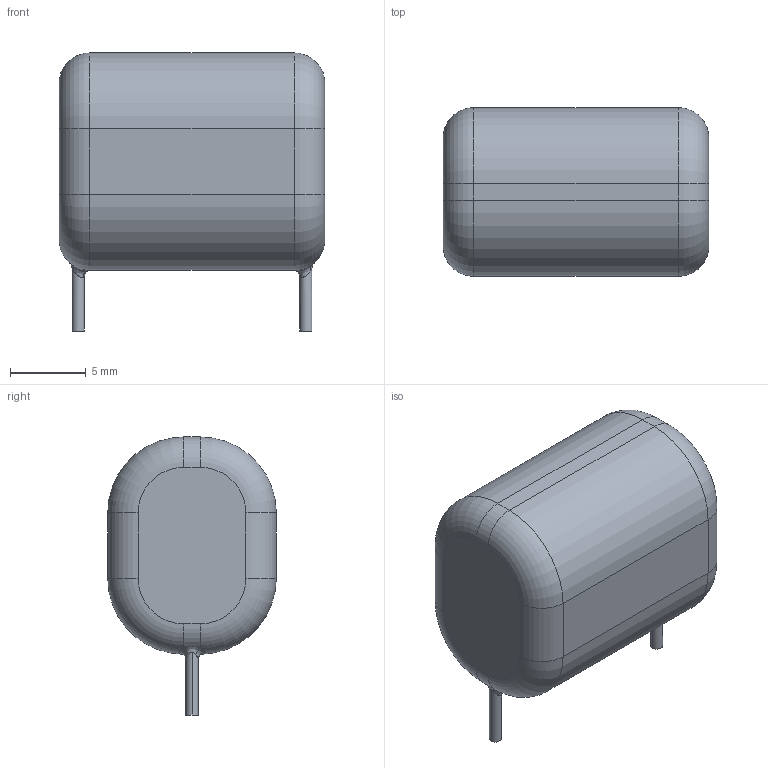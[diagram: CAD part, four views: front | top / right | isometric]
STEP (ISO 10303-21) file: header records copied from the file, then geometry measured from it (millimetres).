
FILE_DESCRIPTION (( 'STEP AP214' ), '1' );
FILE_NAME ('CAP-TH_L17.5-W11.1-H14.3-P15.0.step', '2022-07-01T08:10:13', ( '' ), ( '' ), 'SwSTEP 2.0', 'SolidWorks 2020', '' );
FILE_SCHEMA (( 'AUTOMOTIVE_DESIGN' ));
Length unit declared in the file: millimetre
Products named in the file (1): CAP-TH_L17.5-W11.1-H14.3-P15.0
Bounding box: 17.5 x 11.1 x 18.31 mm (x, y, z)
Volume: 2339 mm3; surface area: 957.6 mm2
Topology: 1 solids, 1 shells, 273 faces, 727 edges, 475 vertices
Faces by surface type: plane 134, bspline 108, cylinder 20, torus 11
Entity records: 12272 total; most frequent: CARTESIAN_POINT 3160, ORIENTED_EDGE 1454, DIRECTION 897, EDGE_CURVE 727, VERTEX_POINT 475, VECTOR 445, LINE 445, EDGE_LOOP 292
